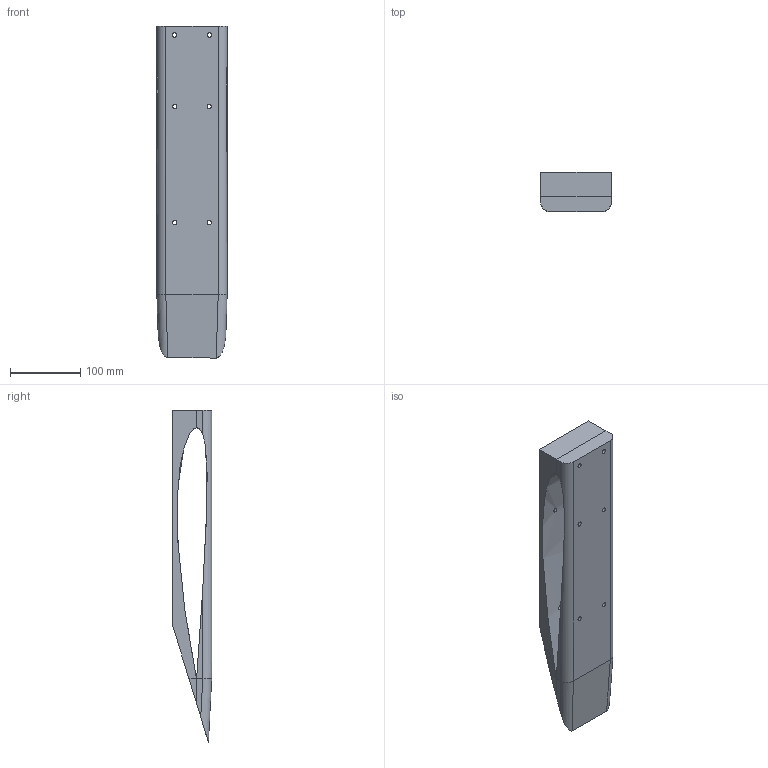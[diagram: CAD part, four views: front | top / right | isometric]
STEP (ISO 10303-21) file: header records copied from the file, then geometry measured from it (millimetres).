
FILE_DESCRIPTION (( 'STEP AP203' ), '1' );
FILE_NAME ('Wing Box.STEP', '2025-01-25T04:30:55', ( '' ), ( '' ), 'SwSTEP 2.0', 'SolidWorks 2024', '' );
FILE_SCHEMA (( 'CONFIG_CONTROL_DESIGN' ));
Length unit declared in the file: inch
Products named in the file (1): Wing Box
Bounding box: 99.82 x 55.88 x 471.56 mm (x, y, z)
Volume: 1117979.9 mm3; surface area: 205166.6 mm2
Topology: 2 solids, 2 shells, 52 faces, 142 edges, 94 vertices
Faces by surface type: cylinder 28, plane 22, bspline 2
Entity records: 2803 total; most frequent: CARTESIAN_POINT 1403, ORIENTED_EDGE 284, DIRECTION 244, EDGE_CURVE 142, VERTEX_POINT 94, AXIS2_PLACEMENT_3D 85, EDGE_LOOP 76, LINE 74
